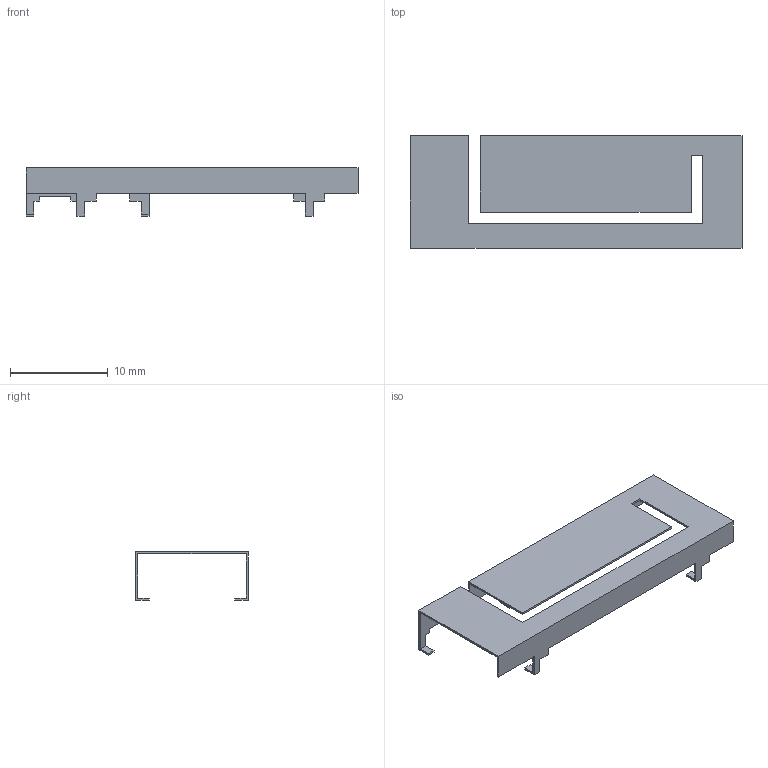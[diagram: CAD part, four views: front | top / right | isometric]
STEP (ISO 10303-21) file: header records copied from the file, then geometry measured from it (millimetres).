
FILE_DESCRIPTION(('FreeCAD Model'),'2;1');
FILE_NAME('ProAnt_PRO-OB-471.step','2020-04-16T08:55:32',('kicad StepUp'),('ksu MCAD'), 'Open CASCADE STEP processor 7.3','FreeCAD','Unknown');
FILE_SCHEMA(('AUTOMOTIVE_DESIGN { 1 0 10303 214 1 1 1 1 }'));
Length unit declared in the file: millimetre
Products named in the file (1): ProAnt_PRO-OB-471
Bounding box: 34 x 11.53 x 4.93 mm (x, y, z)
Volume: 106 mm3; surface area: 1104.3 mm2
Topology: 1 solids, 1 shells, 64 faces, 186 edges, 124 vertices
Faces by surface type: plane 64
Entity records: 2091 total; most frequent: CARTESIAN_POINT 375, ORIENTED_EDGE 372, DIRECTION 316, EDGE_CURVE 186, LINE 186, VECTOR 186, VERTEX_POINT 124, AXIS2_PLACEMENT_3D 65
